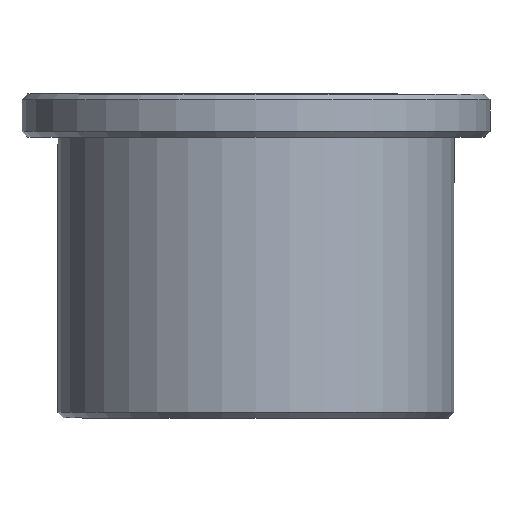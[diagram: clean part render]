
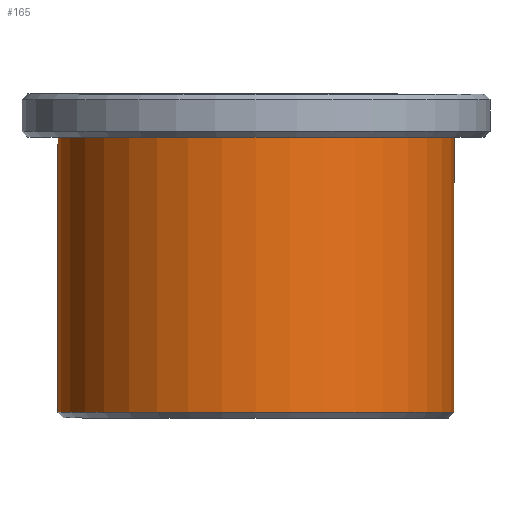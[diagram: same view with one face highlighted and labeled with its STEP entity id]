
A CAD part, front view. The second image highlights one B-rep face of the part: STEP entity #165.
In plain terms, the highlighted cylindrical face has radius 27.5 mm (diameter 55 mm), a full revolution.
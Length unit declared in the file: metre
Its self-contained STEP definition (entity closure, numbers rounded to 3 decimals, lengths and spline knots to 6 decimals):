
#165=ADVANCED_FACE('',(#204,#205),#206,.T.);
#204=FACE_OUTER_BOUND('',#4023,.T.);
#205=FACE_OUTER_BOUND('',#4024,.T.);
#206=CYLINDRICAL_SURFACE('',#4025,0.0275);
#4023=EDGE_LOOP('',(#7877));
#4024=EDGE_LOOP('',(#7878));
#4025=AXIS2_PLACEMENT_3D('',#7879,#7880,#7881);
#7877=ORIENTED_EDGE('',*,*,#7917,.T.);
#7878=ORIENTED_EDGE('',*,*,#7916,.F.);
#7879=CARTESIAN_POINT('',(0.0,0.0,0.0));
#7880=DIRECTION('',(0.0,0.,-1.0));
#7881=DIRECTION('',(0.0,1.0,0.));
#7916=EDGE_CURVE('',#7955,#7955,#7956,.T.);
#7917=EDGE_CURVE('',#7957,#7957,#7958,.T.);
#7955=VERTEX_POINT('',#8101);
#7956=CIRCLE('',#8102,0.0275);
#7957=VERTEX_POINT('',#8103);
#7958=CIRCLE('',#8104,0.0275);
#8101=CARTESIAN_POINT('',(0.0,0.0275,0.0008));
#8102=AXIS2_PLACEMENT_3D('',#8147,#8148,#8149);
#8103=CARTESIAN_POINT('',(0.0,0.0275,0.039));
#8104=AXIS2_PLACEMENT_3D('',#8150,#8151,#8152);
#8147=CARTESIAN_POINT('',(0.0,0.0,0.0008));
#8148=DIRECTION('',(0.0,0.,-1.0));
#8149=DIRECTION('',(0.0,1.0,0.));
#8150=CARTESIAN_POINT('',(0.0,0.0,0.039));
#8151=DIRECTION('',(0.0,0.,-1.0));
#8152=DIRECTION('',(0.0,1.0,0.));
